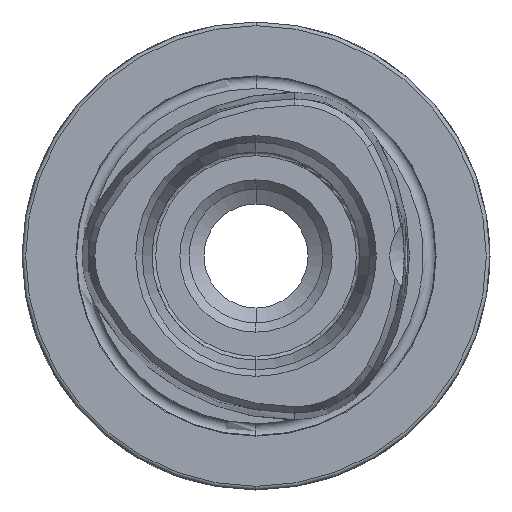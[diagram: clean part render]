
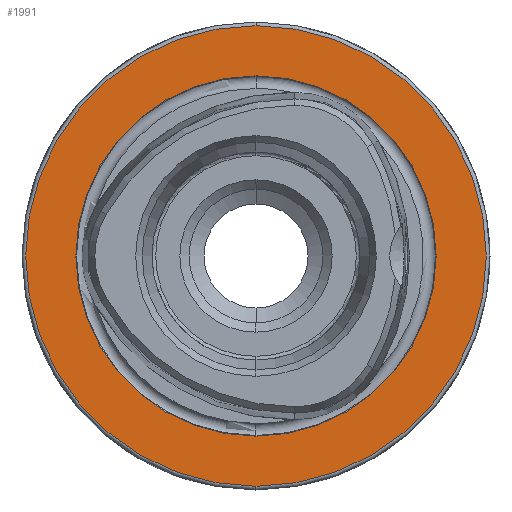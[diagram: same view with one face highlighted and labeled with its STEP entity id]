
A CAD part, left-side view. The second image highlights one B-rep face of the part: STEP entity #1991.
In plain terms, the highlighted planar face has unit normal (-1, 0, 0).
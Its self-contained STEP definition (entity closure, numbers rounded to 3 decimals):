
#128 = CIRCLE ( 'NONE', #5175, 31. ) ;
#180 = EDGE_CURVE ( 'NONE', #4270, #1173, #5996, .T. ) ;
#372 = EDGE_CURVE ( 'NONE', #532, #4272, #2881, .T. ) ;
#532 = VERTEX_POINT ( 'NONE', #4837 ) ;
#542 = DIRECTION ( 'NONE',  ( 0., 0., 1. ) ) ;
#567 = DIRECTION ( 'NONE',  ( -1., 0., 0. ) ) ;
#591 = CARTESIAN_POINT ( 'NONE',  ( 0., 0., 0. ) ) ;
#998 = DIRECTION ( 'NONE',  ( 0., 0., -1. ) ) ;
#1056 = FACE_OUTER_BOUND ( 'NONE', #2297, .T. ) ;
#1096 = PLANE ( 'NONE',  #4170 ) ;
#1143 = CARTESIAN_POINT ( 'NONE',  ( 0., 24.25, 0. ) ) ;
#1173 = VERTEX_POINT ( 'NONE', #4238 ) ;
#1195 = EDGE_CURVE ( 'NONE', #4272, #532, #2918, .T. ) ;
#1391 = DIRECTION ( 'NONE',  ( 1., 0., 0. ) ) ;
#1991 = ADVANCED_FACE ( 'NONE', ( #5947, #1056 ), #1096, .F. ) ;
#2297 = EDGE_LOOP ( 'NONE', ( #3968, #3808 ) ) ;
#2480 = EDGE_LOOP ( 'NONE', ( #4327, #4237 ) ) ;
#2729 = CARTESIAN_POINT ( 'NONE',  ( 0., 0., 0. ) ) ;
#2753 = DIRECTION ( 'NONE',  ( -1., 0., 0. ) ) ;
#2774 = AXIS2_PLACEMENT_3D ( 'NONE', #2966, #3007, #3030 ) ;
#2776 = DIRECTION ( 'NONE',  ( 0., 0., 1. ) ) ;
#2845 = EDGE_CURVE ( 'NONE', #1173, #4270, #128, .T. ) ;
#2877 = DIRECTION ( 'NONE',  ( 0., 0., 1. ) ) ;
#2881 = CIRCLE ( 'NONE', #4389, 24.25 ) ;
#2901 = DIRECTION ( 'NONE',  ( -1., 0., 0. ) ) ;
#2918 = CIRCLE ( 'NONE', #2774, 24.25 ) ;
#2925 = CARTESIAN_POINT ( 'NONE',  ( 0., 0., 0. ) ) ;
#2966 = CARTESIAN_POINT ( 'NONE',  ( 0., 0., 0. ) ) ;
#3007 = DIRECTION ( 'NONE',  ( -1., 0., 0. ) ) ;
#3030 = DIRECTION ( 'NONE',  ( 0., 0., 1. ) ) ;
#3587 = CARTESIAN_POINT ( 'NONE',  ( 0., 0., -31. ) ) ;
#3808 = ORIENTED_EDGE ( 'NONE', *, *, #180, .T. ) ;
#3968 = ORIENTED_EDGE ( 'NONE', *, *, #2845, .T. ) ;
#4170 = AXIS2_PLACEMENT_3D ( 'NONE', #1143, #1391, #998 ) ;
#4237 = ORIENTED_EDGE ( 'NONE', *, *, #372, .F. ) ;
#4238 = CARTESIAN_POINT ( 'NONE',  ( 0., 0., 31. ) ) ;
#4270 = VERTEX_POINT ( 'NONE', #3587 ) ;
#4272 = VERTEX_POINT ( 'NONE', #5200 ) ;
#4327 = ORIENTED_EDGE ( 'NONE', *, *, #1195, .F. ) ;
#4389 = AXIS2_PLACEMENT_3D ( 'NONE', #2729, #2753, #2776 ) ;
#4837 = CARTESIAN_POINT ( 'NONE',  ( 0., 0., -24.25 ) ) ;
#5175 = AXIS2_PLACEMENT_3D ( 'NONE', #2925, #2901, #2877 ) ;
#5200 = CARTESIAN_POINT ( 'NONE',  ( 0., 0., 24.25 ) ) ;
#5235 = AXIS2_PLACEMENT_3D ( 'NONE', #591, #567, #542 ) ;
#5947 = FACE_BOUND ( 'NONE', #2480, .T. ) ;
#5996 = CIRCLE ( 'NONE', #5235, 31. ) ;
